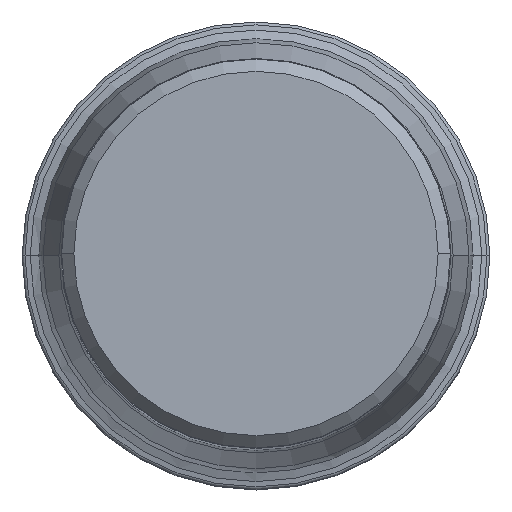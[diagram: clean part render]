
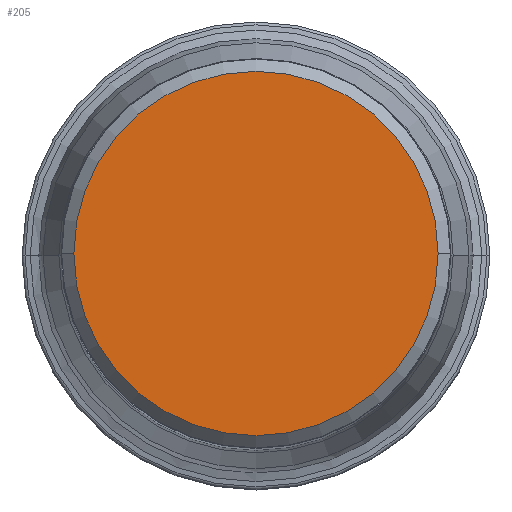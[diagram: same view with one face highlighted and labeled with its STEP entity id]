
A CAD part, top view. The second image highlights one B-rep face of the part: STEP entity #205.
In plain terms, the highlighted planar face has unit normal (0, 0, 1).
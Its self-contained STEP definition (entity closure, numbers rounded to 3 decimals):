
#138=FACE_OUTER_BOUND('',#282,.T.);
#205=ADVANCED_FACE('',(#138),#247,.F.);
#247=PLANE('',#1268);
#282=EDGE_LOOP('',(#432,#433));
#432=ORIENTED_EDGE('',*,*,#758,.T.);
#433=ORIENTED_EDGE('',*,*,#759,.T.);
#648=VERTEX_POINT('',#2302);
#649=VERTEX_POINT('',#2303);
#758=EDGE_CURVE('',#648,#649,#907,.T.);
#759=EDGE_CURVE('',#649,#648,#908,.T.);
#907=CIRCLE('',#1266,14.836);
#908=CIRCLE('',#1267,14.836);
#1266=AXIS2_PLACEMENT_3D('',#2301,#1544,#1545);
#1267=AXIS2_PLACEMENT_3D('',#2304,#1546,#1547);
#1268=AXIS2_PLACEMENT_3D('',#2305,#1548,#1549);
#1544=DIRECTION('',(0.,0.,1.));
#1545=DIRECTION('',(-1.,0.,0.));
#1546=DIRECTION('',(0.,0.,1.));
#1547=DIRECTION('',(1.,0.,0.));
#1548=DIRECTION('',(0.,0.,-1.));
#1549=DIRECTION('',(1.,0.,0.));
#2301=CARTESIAN_POINT('',(0.,0.,0.));
#2302=CARTESIAN_POINT('',(-14.836,0.,0.));
#2303=CARTESIAN_POINT('',(14.836,0.,0.));
#2304=CARTESIAN_POINT('',(0.,0.,0.));
#2305=CARTESIAN_POINT('',(0.,0.,0.));
